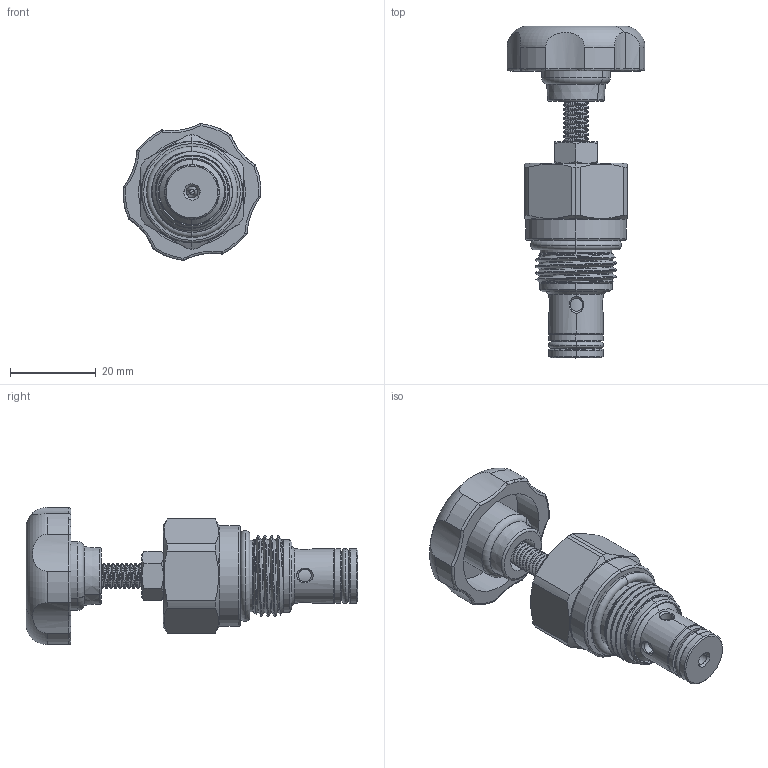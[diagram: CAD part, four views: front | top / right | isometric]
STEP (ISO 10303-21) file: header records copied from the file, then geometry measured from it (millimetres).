
FILE_DESCRIPTION (( 'STEP AP203' ), '1' );
FILE_NAME ('RD08W23-F.STEP', '2016-07-29T08:46:21', ( '' ), ( '' ), 'SwSTEP 2.0', 'SolidWorks 2012', '' );
FILE_SCHEMA (( 'CONFIG_CONTROL_DESIGN' ));
Length unit declared in the file: millimetre
Products named in the file (1): RD08W23-F
Bounding box: 32.22 x 77.6 x 32.05 mm (x, y, z)
Volume: 20480.6 mm3; surface area: 9815.8 mm2
Topology: 4 solids, 4 shells, 283 faces, 692 edges, 432 vertices
Faces by surface type: cylinder 135, cone 54, torus 50, plane 32, bspline 10, sphere 2
Entity records: 17366 total; most frequent: CARTESIAN_POINT 11117, ORIENTED_EDGE 1384, DIRECTION 1232, EDGE_CURVE 692, AXIS2_PLACEMENT_3D 526, VERTEX_POINT 432, EDGE_LOOP 304, FACE_OUTER_BOUND 283
